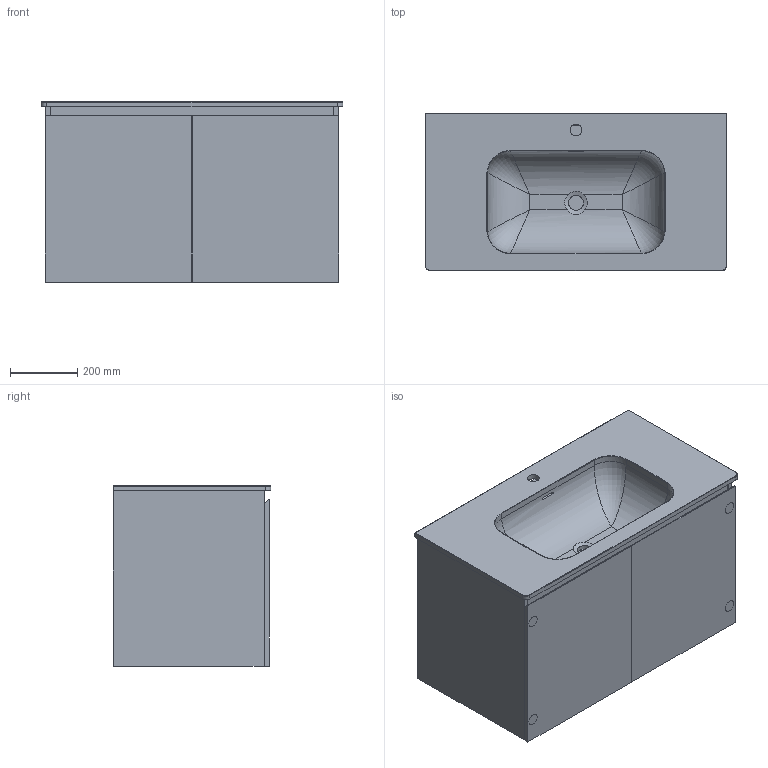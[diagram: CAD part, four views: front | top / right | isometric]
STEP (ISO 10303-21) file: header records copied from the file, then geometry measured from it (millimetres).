
FILE_DESCRIPTION(/* description */ (''),/* implementation_level */ '2;1');
FILE_NAME(/* name */ 'STEP - RCE-10824731_B9047_12377',/* time_stamp */ '2024-09-13T15:01:18+10:00',/* author */ (''),/* organization */ (''),/* preprocessor_version */ 'ST-DEVELOPER v16.5',/* originating_system */ 'Rhino 7.37',/* authorisation */ '');
FILE_SCHEMA (('CONFIG_CONTROL_DESIGN'));
Length unit declared in the file: millimetre
Products named in the file (1): Document
Bounding box: 900 x 470 x 538 mm (x, y, z)
Volume: 39340112.2 mm3; surface area: 5764216.2 mm2
Topology: 16 solids, 20 shells, 331 faces, 787 edges, 509 vertices
Faces by surface type: plane 199, cylinder 95, bspline 37
Full cylindrical faces by diameter (mm): 4 x13, 5 x16, 8 x5, 35 x5, 45 x2, 100 x1
Entity records: 16661 total; most frequent: CARTESIAN_POINT 11158, ORIENTED_EDGE 1558, EDGE_CURVE 779, B_SPLINE_CURVE_WITH_KNOTS 530, VERTEX_POINT 509, EDGE_LOOP 390, ADVANCED_FACE 331, FACE_OUTER_BOUND 331
